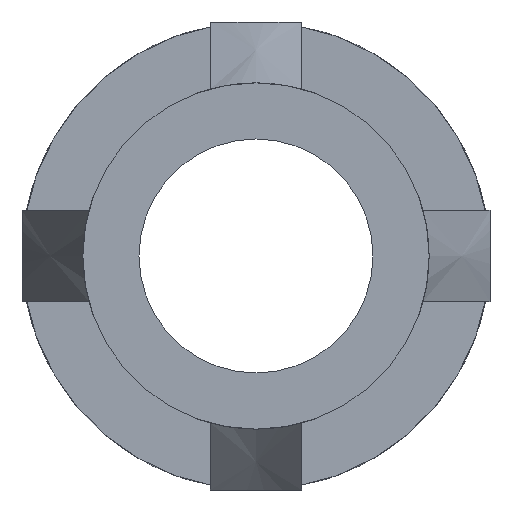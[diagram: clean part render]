
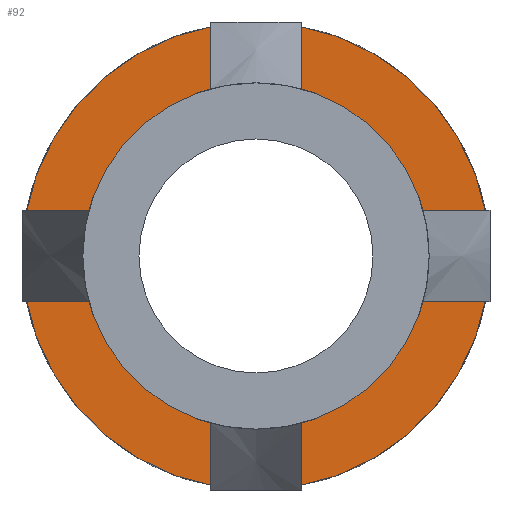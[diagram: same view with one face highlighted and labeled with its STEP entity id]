
A CAD part, left-side view. The second image highlights one B-rep face of the part: STEP entity #92.
In plain terms, the highlighted planar face has unit normal (-1, 0, 0).
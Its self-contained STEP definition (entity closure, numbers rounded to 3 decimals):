
#92 = ADVANCED_FACE( '', ( #181, #182 ), #183, .T. );
#181 = FACE_OUTER_BOUND( '', #341, .T. );
#182 = FACE_BOUND( '', #342, .T. );
#183 = PLANE( '', #343 );
#341 = EDGE_LOOP( '', ( #573 ) );
#342 = EDGE_LOOP( '', ( #574 ) );
#343 = AXIS2_PLACEMENT_3D( '', #575, #576, #577 );
#573 = ORIENTED_EDGE( '', *, *, #1007, .F. );
#574 = ORIENTED_EDGE( '', *, *, #1008, .F. );
#575 = CARTESIAN_POINT( '', ( -24.9, 0., 0. ) );
#576 = DIRECTION( '', ( -1., 0., 0. ) );
#577 = DIRECTION( '', ( 0., 0., 1. ) );
#1007 = EDGE_CURVE( '', #1197, #1197, #1198, .F. );
#1008 = EDGE_CURVE( '', #1199, #1199, #1200, .T. );
#1197 = VERTEX_POINT( '', #1533 );
#1198 = CIRCLE( '', #1534, 10. );
#1199 = VERTEX_POINT( '', #1535 );
#1200 = CIRCLE( '', #1536, 7.4 );
#1533 = CARTESIAN_POINT( '', ( -24.9, 0., 10. ) );
#1534 = AXIS2_PLACEMENT_3D( '', #1905, #1906, #1907 );
#1535 = CARTESIAN_POINT( '', ( -24.9, 0., 7.4 ) );
#1536 = AXIS2_PLACEMENT_3D( '', #1908, #1909, #1910 );
#1905 = CARTESIAN_POINT( '', ( -24.9, 0., 0. ) );
#1906 = DIRECTION( '', ( -1., 0., 0. ) );
#1907 = DIRECTION( '', ( 0., 0., 1. ) );
#1908 = CARTESIAN_POINT( '', ( -24.9, 0., 0. ) );
#1909 = DIRECTION( '', ( -1., 0., 0. ) );
#1910 = DIRECTION( '', ( 0., 0., 1. ) );
